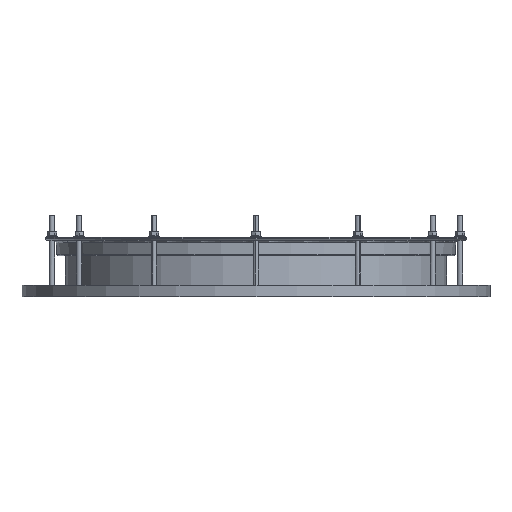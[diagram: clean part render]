
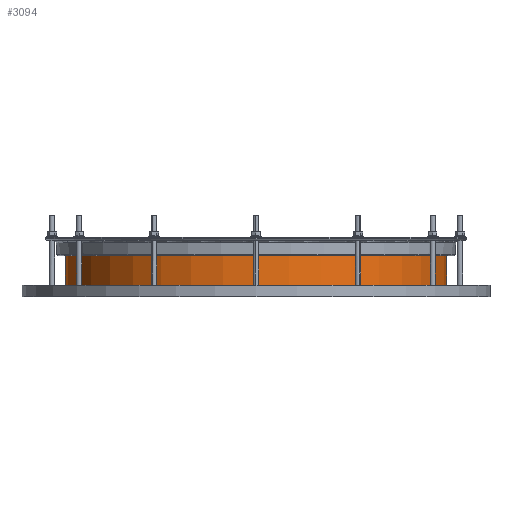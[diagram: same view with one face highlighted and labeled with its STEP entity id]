
A CAD part, front view. The second image highlights one B-rep face of the part: STEP entity #3094.
In plain terms, the highlighted cylindrical face has radius 417.5 mm (diameter 835 mm), a partial arc.
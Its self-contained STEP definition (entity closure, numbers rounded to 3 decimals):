
#267 = CARTESIAN_POINT ( 'NONE',  ( -417.5, 0., 25. ) ) ;
#276 = CARTESIAN_POINT ( 'NONE',  ( 417.5, 0., 90. ) ) ;
#685 = AXIS2_PLACEMENT_3D ( 'NONE', #7773, #7775, #7778 ) ;
#1150 = EDGE_LOOP ( 'NONE', ( #11705, #11532, #11708, #11714 ) ) ;
#1761 = EDGE_CURVE ( 'NONE', #10136, #5038, #4661, .T. ) ;
#1763 = EDGE_CURVE ( 'NONE', #4984, #10159, #4669, .T. ) ;
#1766 = EDGE_CURVE ( 'NONE', #10159, #5038, #4385, .T. ) ;
#1794 = EDGE_CURVE ( 'NONE', #4984, #10136, #4110, .T. ) ;
#3094 = ADVANCED_FACE ( 'NONE', ( #4539 ), #4428, .T. ) ;
#3458 = AXIS2_PLACEMENT_3D ( 'NONE', #3956, #3955, #3954 ) ;
#3486 = AXIS2_PLACEMENT_3D ( 'NONE', #3868, #3867, #3866 ) ;
#3866 = DIRECTION ( 'NONE',  ( 1., 0., 0. ) ) ;
#3867 = DIRECTION ( 'NONE',  ( 0., 0., 1. ) ) ;
#3868 = CARTESIAN_POINT ( 'NONE',  ( 0., 0., 90. ) ) ;
#3954 = DIRECTION ( 'NONE',  ( 1., 0., 0. ) ) ;
#3955 = DIRECTION ( 'NONE',  ( 0., 0., 1. ) ) ;
#3956 = CARTESIAN_POINT ( 'NONE',  ( 0., 0., 25. ) ) ;
#3968 = DIRECTION ( 'NONE',  ( 0., 0., -1. ) ) ;
#3969 = CARTESIAN_POINT ( 'NONE',  ( -417.5, 0., 100. ) ) ;
#3970 = DIRECTION ( 'NONE',  ( 0., 0., -1. ) ) ;
#3971 = CARTESIAN_POINT ( 'NONE',  ( 417.5, 0., 100. ) ) ;
#4110 = CIRCLE ( 'NONE', #3486, 417.5 ) ;
#4385 = CIRCLE ( 'NONE', #3458, 417.5 ) ;
#4428 = CYLINDRICAL_SURFACE ( 'NONE', #685, 417.5 ) ;
#4539 = FACE_OUTER_BOUND ( 'NONE', #1150, .T. ) ;
#4640 = VECTOR ( 'NONE', #3970, 1000. ) ;
#4661 = LINE ( 'NONE', #3971, #5179 ) ;
#4669 = LINE ( 'NONE', #3969, #4640 ) ;
#4984 = VERTEX_POINT ( 'NONE', #6843 ) ;
#5038 = VERTEX_POINT ( 'NONE', #6822 ) ;
#5179 = VECTOR ( 'NONE', #3968, 1000. ) ;
#6822 = CARTESIAN_POINT ( 'NONE',  ( 417.5, 0., 25. ) ) ;
#6843 = CARTESIAN_POINT ( 'NONE',  ( -417.5, 0., 90. ) ) ;
#7773 = CARTESIAN_POINT ( 'NONE',  ( 0., 0., 100. ) ) ;
#7775 = DIRECTION ( 'NONE',  ( 0., 0., -1. ) ) ;
#7778 = DIRECTION ( 'NONE',  ( -1., 0., 0. ) ) ;
#10136 = VERTEX_POINT ( 'NONE', #276 ) ;
#10159 = VERTEX_POINT ( 'NONE', #267 ) ;
#11532 = ORIENTED_EDGE ( 'NONE', *, *, #1794, .F. ) ;
#11705 = ORIENTED_EDGE ( 'NONE', *, *, #1761, .F. ) ;
#11708 = ORIENTED_EDGE ( 'NONE', *, *, #1763, .T. ) ;
#11714 = ORIENTED_EDGE ( 'NONE', *, *, #1766, .T. ) ;
